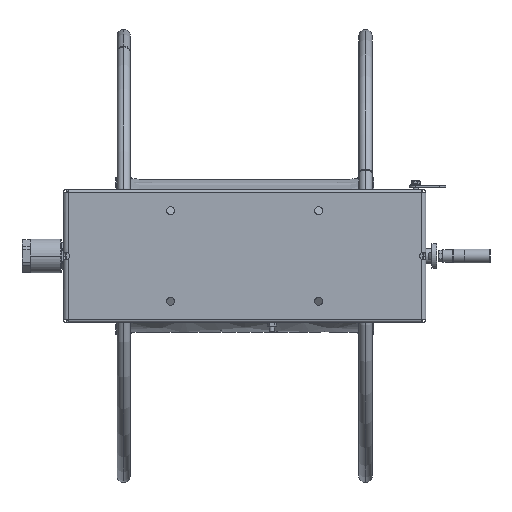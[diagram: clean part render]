
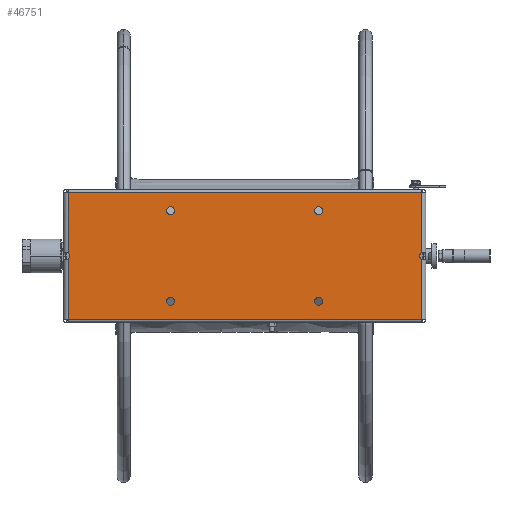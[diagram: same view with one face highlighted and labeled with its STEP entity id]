
A CAD part, front view. The second image highlights one B-rep face of the part: STEP entity #46751.
In plain terms, the highlighted planar face has unit normal (0, -1, 0).
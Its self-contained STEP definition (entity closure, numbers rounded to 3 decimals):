
#44336=DIRECTION('',(0.,0.,-1.));
#44337=VECTOR('',#44336,99.918);
#44338=CARTESIAN_POINT('',(-292.,-429.2,105.));
#44339=LINE('',#44338,#44337);
#44360=DIRECTION('',(0.,0.,-1.));
#44361=VECTOR('',#44360,99.918);
#44362=CARTESIAN_POINT('',(-292.,-429.2,-5.082));
#44363=LINE('',#44362,#44361);
#44373=CARTESIAN_POINT('',(-296.053,-429.2,0.));
#44374=DIRECTION('',(0.,1.,0.));
#44375=DIRECTION('',(0.623,0.,0.782));
#44376=AXIS2_PLACEMENT_3D('',#44373,#44374,#44375);
#44378=CARTESIAN_POINT('',(296.053,-429.2,0.));
#44379=DIRECTION('',(0.,1.,0.));
#44380=DIRECTION('',(-1.,0.,0.));
#44381=AXIS2_PLACEMENT_3D('',#44378,#44379,#44380);
#44383=CARTESIAN_POINT('',(296.053,-429.2,0.));
#44384=DIRECTION('',(0.,1.,0.));
#44385=DIRECTION('',(-0.623,0.,-0.782));
#44386=AXIS2_PLACEMENT_3D('',#44383,#44384,#44385);
#44388=CARTESIAN_POINT('',(-296.053,-429.2,0.));
#44389=DIRECTION('',(0.,1.,0.));
#44390=DIRECTION('',(1.,0.,0.));
#44391=AXIS2_PLACEMENT_3D('',#44388,#44389,#44390);
#44393=CARTESIAN_POINT('',(-122.5,-429.2,-75.));
#44394=DIRECTION('',(0.,1.,0.));
#44395=DIRECTION('',(-1.,0.,0.));
#44396=AXIS2_PLACEMENT_3D('',#44393,#44394,#44395);
#44398=CARTESIAN_POINT('',(-122.5,-429.2,-75.));
#44399=DIRECTION('',(0.,1.,0.));
#44400=DIRECTION('',(1.,0.,0.));
#44401=AXIS2_PLACEMENT_3D('',#44398,#44399,#44400);
#44403=CARTESIAN_POINT('',(-122.5,-429.2,75.));
#44404=DIRECTION('',(0.,1.,0.));
#44405=DIRECTION('',(-1.,0.,0.));
#44406=AXIS2_PLACEMENT_3D('',#44403,#44404,#44405);
#44408=CARTESIAN_POINT('',(-122.5,-429.2,75.));
#44409=DIRECTION('',(0.,1.,0.));
#44410=DIRECTION('',(1.,0.,0.));
#44411=AXIS2_PLACEMENT_3D('',#44408,#44409,#44410);
#44413=CARTESIAN_POINT('',(122.5,-429.2,-75.));
#44414=DIRECTION('',(0.,1.,0.));
#44415=DIRECTION('',(-1.,0.,0.));
#44416=AXIS2_PLACEMENT_3D('',#44413,#44414,#44415);
#44418=CARTESIAN_POINT('',(122.5,-429.2,-75.));
#44419=DIRECTION('',(0.,1.,0.));
#44420=DIRECTION('',(1.,0.,0.));
#44421=AXIS2_PLACEMENT_3D('',#44418,#44419,#44420);
#44423=CARTESIAN_POINT('',(122.5,-429.2,75.));
#44424=DIRECTION('',(0.,1.,0.));
#44425=DIRECTION('',(-1.,0.,0.));
#44426=AXIS2_PLACEMENT_3D('',#44423,#44424,#44425);
#44428=CARTESIAN_POINT('',(122.5,-429.2,75.));
#44429=DIRECTION('',(0.,1.,0.));
#44430=DIRECTION('',(1.,0.,0.));
#44431=AXIS2_PLACEMENT_3D('',#44428,#44429,#44430);
#44698=DIRECTION('',(0.,0.,-1.));
#44699=VECTOR('',#44698,99.918);
#44700=CARTESIAN_POINT('',(292.,-429.2,105.));
#44701=LINE('',#44700,#44699);
#44741=DIRECTION('',(0.,0.,-1.));
#44742=VECTOR('',#44741,99.918);
#44743=CARTESIAN_POINT('',(292.,-429.2,-5.082));
#44744=LINE('',#44743,#44742);
#45357=DIRECTION('',(1.,0.,0.));
#45358=VECTOR('',#45357,584.);
#45359=CARTESIAN_POINT('',(-292.,-429.2,105.));
#45360=LINE('',#45359,#45358);
#45467=DIRECTION('',(-1.,0.,0.));
#45468=VECTOR('',#45467,584.);
#45469=CARTESIAN_POINT('',(292.,-429.2,-105.));
#45470=LINE('',#45469,#45468);
#46023=CARTESIAN_POINT('',(-292.,-429.2,5.082));
#46024=CARTESIAN_POINT('',(-289.553,-429.2,0.));
#46025=VERTEX_POINT('',#46023);
#46026=VERTEX_POINT('',#46024);
#46027=CARTESIAN_POINT('',(-292.,-429.2,-5.082));
#46028=VERTEX_POINT('',#46027);
#46029=CARTESIAN_POINT('',(289.553,-429.2,0.));
#46030=CARTESIAN_POINT('',(292.,-429.2,5.082));
#46031=VERTEX_POINT('',#46029);
#46032=VERTEX_POINT('',#46030);
#46033=CARTESIAN_POINT('',(292.,-429.2,-5.082));
#46034=VERTEX_POINT('',#46033);
#46065=CARTESIAN_POINT('',(292.,-429.2,105.));
#46066=VERTEX_POINT('',#46065);
#46071=CARTESIAN_POINT('',(292.,-429.2,-105.));
#46072=VERTEX_POINT('',#46071);
#46083=CARTESIAN_POINT('',(-292.,-429.2,105.));
#46084=VERTEX_POINT('',#46083);
#46085=CARTESIAN_POINT('',(-292.,-429.2,-105.));
#46086=VERTEX_POINT('',#46085);
#46153=CARTESIAN_POINT('',(-129.,-429.2,-75.));
#46154=CARTESIAN_POINT('',(-116.,-429.2,-75.));
#46155=VERTEX_POINT('',#46153);
#46156=VERTEX_POINT('',#46154);
#46161=CARTESIAN_POINT('',(-129.,-429.2,75.));
#46162=CARTESIAN_POINT('',(-116.,-429.2,75.));
#46163=VERTEX_POINT('',#46161);
#46164=VERTEX_POINT('',#46162);
#46165=CARTESIAN_POINT('',(116.,-429.2,-75.));
#46166=CARTESIAN_POINT('',(129.,-429.2,-75.));
#46167=VERTEX_POINT('',#46165);
#46168=VERTEX_POINT('',#46166);
#46169=CARTESIAN_POINT('',(116.,-429.2,75.));
#46170=CARTESIAN_POINT('',(129.,-429.2,75.));
#46171=VERTEX_POINT('',#46169);
#46172=VERTEX_POINT('',#46170);
#46702=CARTESIAN_POINT('',(-300.,-429.2,110.));
#46703=DIRECTION('',(0.,-1.,0.));
#46704=DIRECTION('',(1.,0.,0.));
#46705=AXIS2_PLACEMENT_3D('',#46702,#46703,#46704);
#46706=PLANE('',#46705);
#46708=ORIENTED_EDGE('',*,*,#46707,.F.);
#46709=ORIENTED_EDGE('',*,*,#46658,.F.);
#46711=ORIENTED_EDGE('',*,*,#46710,.T.);
#46713=ORIENTED_EDGE('',*,*,#46712,.T.);
#46715=ORIENTED_EDGE('',*,*,#46714,.F.);
#46717=ORIENTED_EDGE('',*,*,#46716,.F.);
#46719=ORIENTED_EDGE('',*,*,#46718,.T.);
#46721=ORIENTED_EDGE('',*,*,#46720,.T.);
#46722=ORIENTED_EDGE('',*,*,#46682,.F.);
#46724=ORIENTED_EDGE('',*,*,#46723,.F.);
#46725=EDGE_LOOP('',(#46708,#46709,#46711,#46713,#46715,#46717,#46719,#46721,
#46722,#46724));
#46726=FACE_OUTER_BOUND('',#46725,.F.);
#46728=ORIENTED_EDGE('',*,*,#46727,.F.);
#46730=ORIENTED_EDGE('',*,*,#46729,.F.);
#46731=EDGE_LOOP('',(#46728,#46730));
#46732=FACE_BOUND('',#46731,.F.);
#46734=ORIENTED_EDGE('',*,*,#46733,.F.);
#46736=ORIENTED_EDGE('',*,*,#46735,.F.);
#46737=EDGE_LOOP('',(#46734,#46736));
#46738=FACE_BOUND('',#46737,.F.);
#46740=ORIENTED_EDGE('',*,*,#46739,.F.);
#46742=ORIENTED_EDGE('',*,*,#46741,.F.);
#46743=EDGE_LOOP('',(#46740,#46742));
#46744=FACE_BOUND('',#46743,.F.);
#46746=ORIENTED_EDGE('',*,*,#46745,.F.);
#46748=ORIENTED_EDGE('',*,*,#46747,.F.);
#46749=EDGE_LOOP('',(#46746,#46748));
#46750=FACE_BOUND('',#46749,.F.);
#46751=ADVANCED_FACE('',(#46726,#46732,#46738,#46744,#46750),#46706,.T.);
#44377=CIRCLE('',#44376,6.5);
#44382=CIRCLE('',#44381,6.5);
#44387=CIRCLE('',#44386,6.5);
#44392=CIRCLE('',#44391,6.5);
#44397=CIRCLE('',#44396,6.5);
#44402=CIRCLE('',#44401,6.5);
#44407=CIRCLE('',#44406,6.5);
#44412=CIRCLE('',#44411,6.5);
#44417=CIRCLE('',#44416,6.5);
#44422=CIRCLE('',#44421,6.5);
#44427=CIRCLE('',#44426,6.5);
#44432=CIRCLE('',#44431,6.5);
#46658=EDGE_CURVE('',#46084,#46025,#44339,.T.);
#46682=EDGE_CURVE('',#46028,#46086,#44363,.T.);
#46707=EDGE_CURVE('',#46025,#46026,#44377,.T.);
#46710=EDGE_CURVE('',#46084,#46066,#45360,.T.);
#46712=EDGE_CURVE('',#46066,#46032,#44701,.T.);
#46714=EDGE_CURVE('',#46031,#46032,#44382,.T.);
#46716=EDGE_CURVE('',#46034,#46031,#44387,.T.);
#46718=EDGE_CURVE('',#46034,#46072,#44744,.T.);
#46720=EDGE_CURVE('',#46072,#46086,#45470,.T.);
#46723=EDGE_CURVE('',#46026,#46028,#44392,.T.);
#46727=EDGE_CURVE('',#46155,#46156,#44397,.T.);
#46729=EDGE_CURVE('',#46156,#46155,#44402,.T.);
#46733=EDGE_CURVE('',#46163,#46164,#44407,.T.);
#46735=EDGE_CURVE('',#46164,#46163,#44412,.T.);
#46739=EDGE_CURVE('',#46167,#46168,#44417,.T.);
#46741=EDGE_CURVE('',#46168,#46167,#44422,.T.);
#46745=EDGE_CURVE('',#46171,#46172,#44427,.T.);
#46747=EDGE_CURVE('',#46172,#46171,#44432,.T.);
